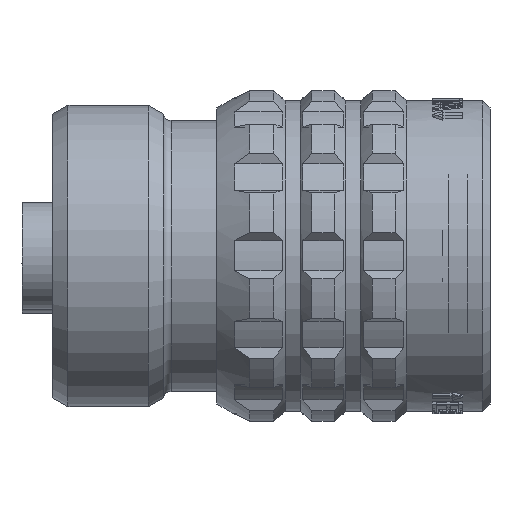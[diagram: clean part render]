
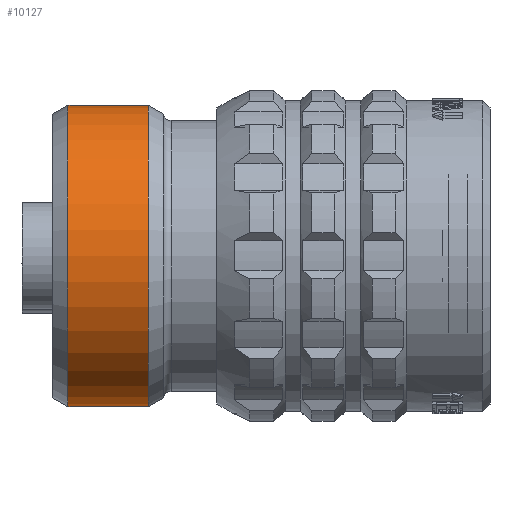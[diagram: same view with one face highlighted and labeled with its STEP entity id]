
A CAD part, top view. The second image highlights one B-rep face of the part: STEP entity #10127.
In plain terms, the highlighted cylindrical face has radius 9.925 mm (diameter 19.85 mm), a partial arc.
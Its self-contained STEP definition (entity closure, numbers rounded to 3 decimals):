
#41=CARTESIAN_POINT('',(1.,0.,0.));
#42=DIRECTION('',(1.,0.,0.));
#43=DIRECTION('',(0.,1.,0.));
#44=AXIS2_PLACEMENT_3D('',#41,#42,#43);
#46=CARTESIAN_POINT('',(6.3,0.,0.));
#47=DIRECTION('',(1.,0.,0.));
#48=DIRECTION('',(0.,1.,0.));
#49=AXIS2_PLACEMENT_3D('',#46,#47,#48);
#51=DIRECTION('',(-1.,0.,0.));
#52=VECTOR('',#51,5.3);
#53=CARTESIAN_POINT('',(6.3,9.925,0.));
#54=LINE('573',#53,#52);
#55=DIRECTION('',(-1.,0.,0.));
#56=VECTOR('',#55,5.3);
#57=CARTESIAN_POINT('',(6.3,-9.925,0.));
#58=LINE('578',#57,#56);
#8563=CARTESIAN_POINT('',(6.3,9.925,0.));
#8564=CARTESIAN_POINT('',(1.,9.925,0.));
#8565=VERTEX_POINT('',#8563);
#8566=VERTEX_POINT('',#8564);
#8579=CARTESIAN_POINT('',(6.3,-9.925,0.));
#8580=CARTESIAN_POINT('',(1.,-9.925,0.));
#8581=VERTEX_POINT('',#8579);
#8582=VERTEX_POINT('',#8580);
#10113=CARTESIAN_POINT('',(-1.44,0.,0.));
#10114=DIRECTION('',(1.,0.,0.));
#10115=DIRECTION('',(0.,-1.,0.));
#10116=AXIS2_PLACEMENT_3D('',#10113,#10114,#10115);
#10117=CYLINDRICAL_SURFACE('68',#10116,9.925);
#10119=ORIENTED_EDGE('573',*,*,#10118,.F.);
#10121=ORIENTED_EDGE('590',*,*,#10120,.T.);
#10123=ORIENTED_EDGE('578',*,*,#10122,.T.);
#10124=ORIENTED_EDGE('591',*,*,#10099,.F.);
#10125=EDGE_LOOP('68',(#10119,#10121,#10123,#10124));
#10126=FACE_OUTER_BOUND('68',#10125,.F.);
#45=CIRCLE('591',#44,9.925);
#50=CIRCLE('590',#49,9.925);
#10099=EDGE_CURVE('591',#8566,#8582,#45,.T.);
#10118=EDGE_CURVE('573',#8565,#8566,#54,.T.);
#10120=EDGE_CURVE('590',#8565,#8581,#50,.T.);
#10122=EDGE_CURVE('578',#8581,#8582,#58,.T.);
#10127=ADVANCED_FACE('68',(#10126),#10117,.T.);
